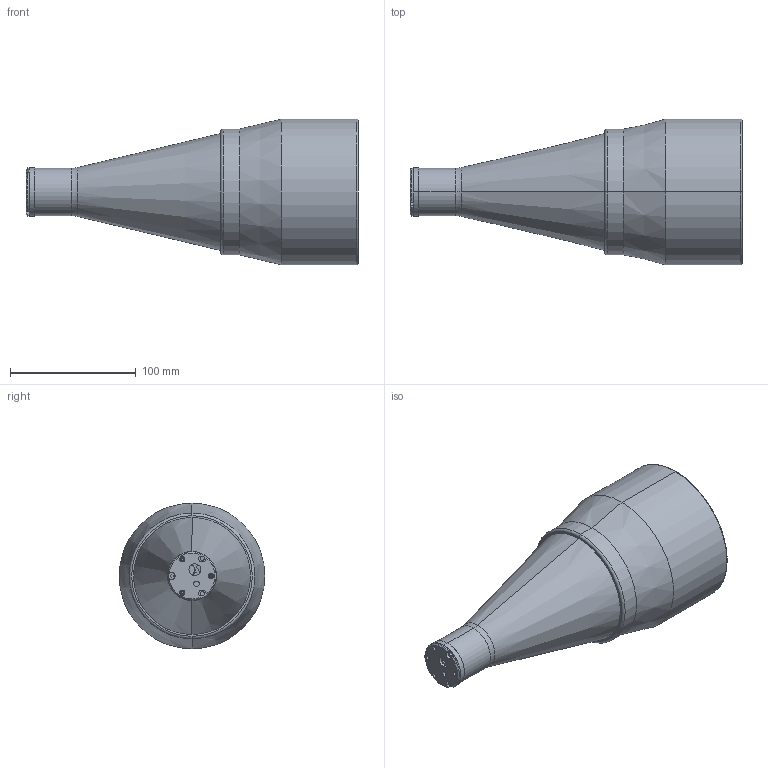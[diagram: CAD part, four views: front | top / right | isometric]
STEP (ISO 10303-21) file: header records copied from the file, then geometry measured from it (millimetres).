
FILE_DESCRIPTION (( 'STEP AP214' ), '1' );
FILE_NAME ('LTCL80.STEP', '2011-01-26T16:23:47', ( '--' ), ( '' ), 'SwSTEP 2.0', 'SolidWorks 2010', '' );
FILE_SCHEMA (( 'AUTOMOTIVE_DESIGN' ));
Length unit declared in the file: millimetre
Products named in the file (1): LTCL80
Bounding box: 264.1 x 116 x 116 mm (x, y, z)
Surface area: 94908.4 mm2 (no closed solid volume)
Topology: 0 solids, 9 shells, 103 faces, 303 edges, 212 vertices
Faces by surface type: cylinder 50, plane 29, cone 10, torus 8, bspline 4, sphere 2
Entity records: 4761 total; most frequent: CARTESIAN_POINT 709, DIRECTION 663, ORIENTED_EDGE 528, EDGE_CURVE 303, AXIS2_PLACEMENT_3D 270, VERTEX_POINT 212, CIRCLE 170, EDGE_LOOP 142
